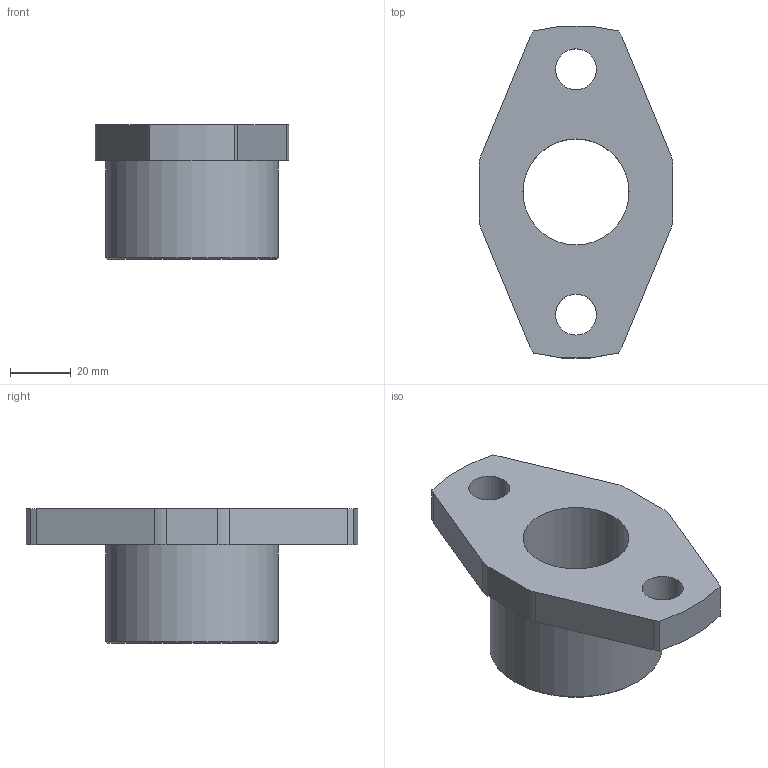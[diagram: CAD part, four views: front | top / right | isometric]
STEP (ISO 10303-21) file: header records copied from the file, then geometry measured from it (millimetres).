
FILE_DESCRIPTION(/* description */ ('Unknown'),/* implementation_level */ '2;1');
FILE_NAME(/* name */ 'presse etoupe directrice usineur',/* time_stamp */ '2023-01-27T00:44:38+01:00',/* author */ ('Unknown'),/* organization */ ('Unknown'),/* preprocessor_version */ 'ST-DEVELOPER v18.102',/* originating_system */ 'Solid Edge',/* authorisation */ 'Unknown');
FILE_SCHEMA (('AUTOMOTIVE_DESIGN {1 0 10303 214 3 1 1}'));
Length unit declared in the file: millimetre
Products named in the file (1): presse etoupe directrice
Bounding box: 64 x 109.59 x 44.52 mm (x, y, z)
Volume: 100711.1 mm3; surface area: 23266.5 mm2
Topology: 1 solids, 1 shells, 24 faces, 67 edges, 45 vertices
Faces by surface type: cylinder 14, plane 8, cone 2
Full cylindrical faces by diameter (mm): 13.5 x2, 35 x1, 57 x1
Entity records: 764 total; most frequent: DIRECTION 136, CARTESIAN_POINT 123, ORIENTED_EDGE 114, EDGE_CURVE 57, AXIS2_PLACEMENT_3D 54, VERTEX_POINT 41, EDGE_LOOP 36, FACE_BOUND 36
